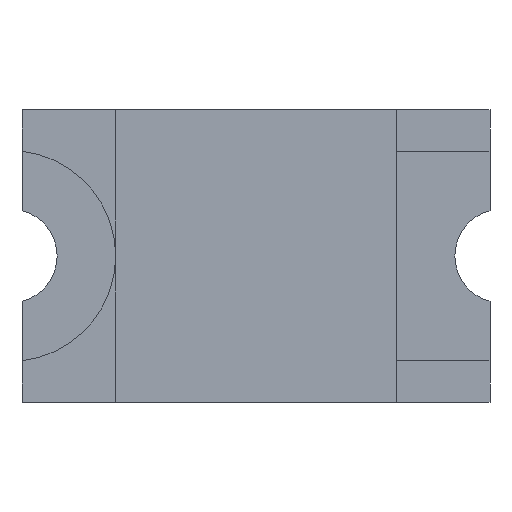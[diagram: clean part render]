
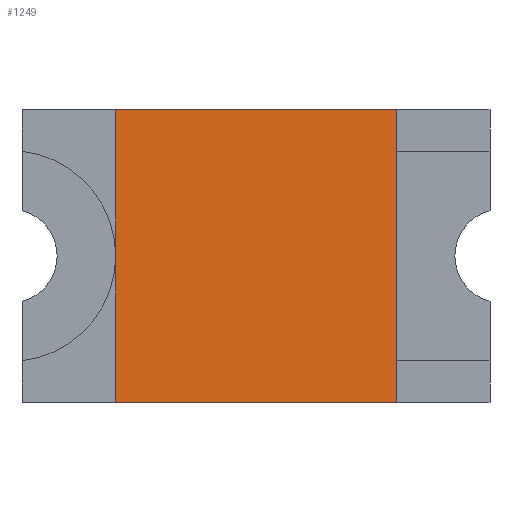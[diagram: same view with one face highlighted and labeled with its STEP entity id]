
A CAD part, front view. The second image highlights one B-rep face of the part: STEP entity #1249.
In plain terms, the highlighted planar face has unit normal (0, -1, 0).
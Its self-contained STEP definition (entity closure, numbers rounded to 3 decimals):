
#95=PLANE('',#1372);
#171=FACE_OUTER_BOUND('',#247,.T.);
#247=EDGE_LOOP('',(#1151,#1152,#1153,#1154,#1155,#1156));
#377=LINE('',#2038,#519);
#380=LINE('',#2044,#522);
#383=LINE('',#2050,#525);
#387=LINE('',#2062,#529);
#390=LINE('',#2066,#532);
#519=VECTOR('',#1686,10.);
#522=VECTOR('',#1691,10.);
#525=VECTOR('',#1696,10.);
#529=VECTOR('',#1708,10.);
#532=VECTOR('',#1713,10.);
#556=CIRCLE('',#1369,0.45);
#655=VERTEX_POINT('',#2035);
#656=VERTEX_POINT('',#2037);
#658=VERTEX_POINT('',#2043);
#660=VERTEX_POINT('',#2049);
#662=VERTEX_POINT('',#2055);
#664=VERTEX_POINT('',#2061);
#815=EDGE_CURVE('',#656,#655,#377,.T.);
#818=EDGE_CURVE('',#658,#656,#380,.T.);
#821=EDGE_CURVE('',#660,#658,#383,.T.);
#824=EDGE_CURVE('',#662,#660,#556,.T.);
#827=EDGE_CURVE('',#664,#662,#387,.T.);
#830=EDGE_CURVE('',#655,#664,#390,.T.);
#1151=ORIENTED_EDGE('',*,*,#830,.T.);
#1152=ORIENTED_EDGE('',*,*,#827,.T.);
#1153=ORIENTED_EDGE('',*,*,#824,.T.);
#1154=ORIENTED_EDGE('',*,*,#821,.T.);
#1155=ORIENTED_EDGE('',*,*,#818,.T.);
#1156=ORIENTED_EDGE('',*,*,#815,.T.);
#1249=ADVANCED_FACE('',(#171),#95,.F.);
#1369=AXIS2_PLACEMENT_3D('',#2056,#1702,#1703);
#1372=AXIS2_PLACEMENT_3D('',#2067,#1714,#1715);
#1686=DIRECTION('',(0.,0.,1.));
#1691=DIRECTION('',(1.,0.,0.));
#1696=DIRECTION('',(0.,0.,-1.));
#1702=DIRECTION('center_axis',(0.,1.,0.));
#1703=DIRECTION('ref_axis',(1.,0.,0.));
#1708=DIRECTION('',(0.,0.,-1.));
#1713=DIRECTION('',(-1.,0.,0.));
#1714=DIRECTION('center_axis',(0.,1.,0.));
#1715=DIRECTION('ref_axis',(1.,0.,0.));
#2035=CARTESIAN_POINT('',(0.6,0.,0.625));
#2037=CARTESIAN_POINT('',(0.6,0.,-0.625));
#2038=CARTESIAN_POINT('',(0.6,0.,0.313));
#2043=CARTESIAN_POINT('',(-0.6,0.,-0.625));
#2044=CARTESIAN_POINT('',(0.3,0.,-0.625));
#2049=CARTESIAN_POINT('',(-0.6,0.,-0.013));
#2050=CARTESIAN_POINT('',(-0.6,0.,-0.313));
#2055=CARTESIAN_POINT('',(-0.6,0.,0.013));
#2056=CARTESIAN_POINT('Origin',(-1.05,0.,0.));
#2061=CARTESIAN_POINT('',(-0.6,0.,0.625));
#2062=CARTESIAN_POINT('',(-0.6,0.,0.006));
#2066=CARTESIAN_POINT('',(-0.3,0.,0.625));
#2067=CARTESIAN_POINT('Origin',(0.,0.,0.));
